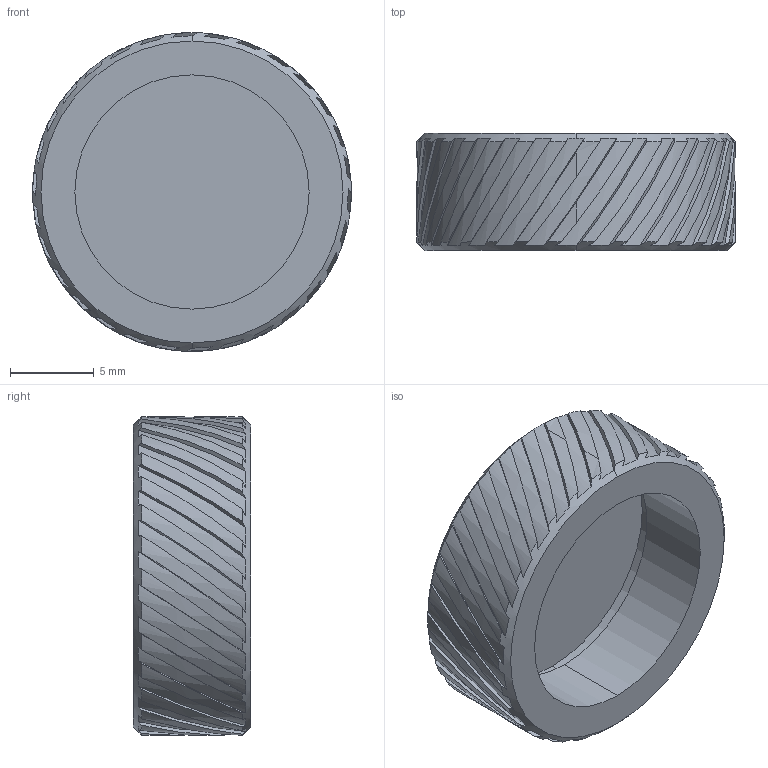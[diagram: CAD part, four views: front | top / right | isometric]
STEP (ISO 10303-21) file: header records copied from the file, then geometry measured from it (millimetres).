
FILE_DESCRIPTION (( 'STEP AP214' ), '1' );
FILE_NAME ('513013.STEP', '2019-09-17T07:57:09', ( '' ), ( '' ), 'SwSTEP 2.0', 'SolidWorks 2016', '' );
FILE_SCHEMA (( 'AUTOMOTIVE_DESIGN' ));
Length unit declared in the file: millimetre
Products named in the file (1): 513013
Bounding box: 19.05 x 7 x 19.05 mm (x, y, z)
Volume: 1067.1 mm3; surface area: 1347.9 mm2
Topology: 1 solids, 1 shells, 134 faces, 390 edges, 260 vertices
Faces by surface type: cylinder 66, plane 64, cone 4
Entity records: 4646 total; most frequent: CARTESIAN_POINT 1517, ORIENTED_EDGE 780, DIRECTION 552, EDGE_CURVE 390, AXIS2_PLACEMENT_3D 271, VERTEX_POINT 260, EDGE_LOOP 136, CIRCLE 136
